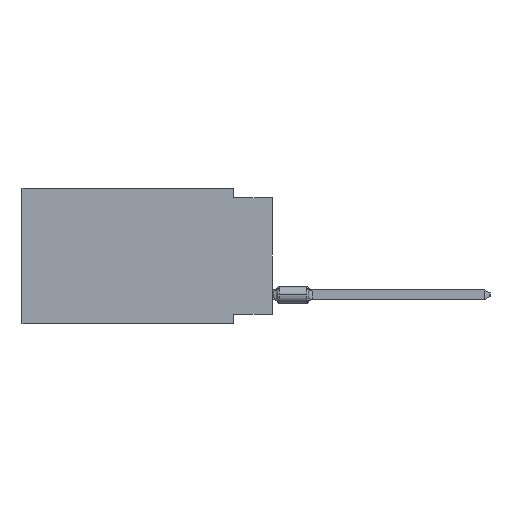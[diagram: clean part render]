
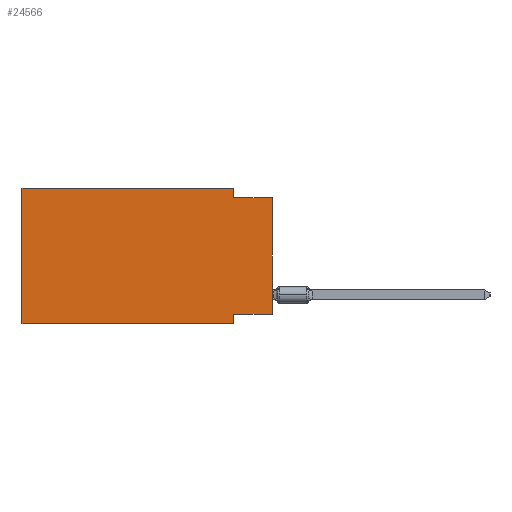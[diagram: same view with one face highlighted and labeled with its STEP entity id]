
A CAD part, left-side view. The second image highlights one B-rep face of the part: STEP entity #24566.
In plain terms, the highlighted planar face has unit normal (-1, 0, 0).
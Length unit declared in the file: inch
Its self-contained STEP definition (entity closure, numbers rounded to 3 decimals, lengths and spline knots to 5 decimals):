
#1820 = CARTESIAN_POINT ( 'NONE',  ( 0., 0.645, -0.35 ) ) ;
#2097 = CARTESIAN_POINT ( 'NONE',  ( 0., 0., -0.025 ) ) ;
#2269 = CARTESIAN_POINT ( 'NONE',  ( 0., 0., -0.325 ) ) ;
#2360 = LINE ( 'NONE', #40088, #44562 ) ;
#2942 = EDGE_CURVE ( 'NONE', #6751, #31167, #42543, .T. ) ;
#4951 = ORIENTED_EDGE ( 'NONE', *, *, #27360, .F. ) ;
#5597 = ORIENTED_EDGE ( 'NONE', *, *, #15826, .F. ) ;
#6196 = LINE ( 'NONE', #49481, #24848 ) ;
#6751 = VERTEX_POINT ( 'NONE', #28402 ) ;
#6927 = VECTOR ( 'NONE', #37769, 39.37008 ) ;
#7616 = CARTESIAN_POINT ( 'NONE',  ( 0., 0., -0.325 ) ) ;
#7778 = DIRECTION ( 'NONE',  ( 0., 0., -1. ) ) ;
#8064 = CARTESIAN_POINT ( 'NONE',  ( 0., 0.1, 0. ) ) ;
#8473 = DIRECTION ( 'NONE',  ( 0., -1., 0. ) ) ;
#8940 = VECTOR ( 'NONE', #7778, 39.37008 ) ;
#9395 = VERTEX_POINT ( 'NONE', #8064 ) ;
#11221 = VECTOR ( 'NONE', #44225, 39.37008 ) ;
#12466 = EDGE_CURVE ( 'NONE', #9395, #6751, #13401, .T. ) ;
#12562 = EDGE_LOOP ( 'NONE', ( #37615, #19436, #49690, #5597, #4951, #41551, #54902, #44685 ) ) ;
#13401 = LINE ( 'NONE', #21779, #50631 ) ;
#13546 = CARTESIAN_POINT ( 'NONE',  ( 0., 0.645, 0. ) ) ;
#14206 = VERTEX_POINT ( 'NONE', #39281 ) ;
#14859 = VERTEX_POINT ( 'NONE', #2269 ) ;
#15312 = PLANE ( 'NONE',  #49461 ) ;
#15677 = DIRECTION ( 'NONE',  ( 0., -1., 0. ) ) ;
#15826 = EDGE_CURVE ( 'NONE', #18790, #9395, #6196, .T. ) ;
#18564 = VERTEX_POINT ( 'NONE', #41241 ) ;
#18790 = VERTEX_POINT ( 'NONE', #13546 ) ;
#19436 = ORIENTED_EDGE ( 'NONE', *, *, #2942, .F. ) ;
#19495 = CARTESIAN_POINT ( 'NONE',  ( 0., 0.645, 0. ) ) ;
#21035 = CARTESIAN_POINT ( 'NONE',  ( 0., 0., -0.025 ) ) ;
#21779 = CARTESIAN_POINT ( 'NONE',  ( 0., 0.1, 0. ) ) ;
#22038 = DIRECTION ( 'NONE',  ( 0., 0., -1. ) ) ;
#22157 = LINE ( 'NONE', #26350, #33273 ) ;
#23440 = FACE_OUTER_BOUND ( 'NONE', #12562, .T. ) ;
#24566 = ADVANCED_FACE ( 'NONE', ( #23440 ), #15312, .F. ) ;
#24848 = VECTOR ( 'NONE', #15677, 39.37008 ) ;
#26350 = CARTESIAN_POINT ( 'NONE',  ( 0., 0., 0. ) ) ;
#27196 = LINE ( 'NONE', #48682, #11221 ) ;
#27360 = EDGE_CURVE ( 'NONE', #43259, #18790, #27196, .T. ) ;
#28323 = VECTOR ( 'NONE', #8473, 39.37008 ) ;
#28402 = CARTESIAN_POINT ( 'NONE',  ( 0., 0.1, -0.025 ) ) ;
#31167 = VERTEX_POINT ( 'NONE', #2097 ) ;
#31794 = EDGE_CURVE ( 'NONE', #14859, #18564, #51159, .T. ) ;
#32535 = DIRECTION ( 'NONE',  ( 0., -1., 0. ) ) ;
#33273 = VECTOR ( 'NONE', #43382, 39.37008 ) ;
#36001 = EDGE_CURVE ( 'NONE', #43259, #14206, #2360, .T. ) ;
#37615 = ORIENTED_EDGE ( 'NONE', *, *, #41193, .T. ) ;
#37769 = DIRECTION ( 'NONE',  ( 0., 1., 0. ) ) ;
#37794 = EDGE_CURVE ( 'NONE', #18564, #14206, #49956, .T. ) ;
#39281 = CARTESIAN_POINT ( 'NONE',  ( 0., 0.1, -0.35 ) ) ;
#39887 = DIRECTION ( 'NONE',  ( 1., 0., 0. ) ) ;
#40088 = CARTESIAN_POINT ( 'NONE',  ( 0., 0.645, -0.35 ) ) ;
#41012 = DIRECTION ( 'NONE',  ( 0., 0., -1. ) ) ;
#41193 = EDGE_CURVE ( 'NONE', #14859, #31167, #22157, .T. ) ;
#41241 = CARTESIAN_POINT ( 'NONE',  ( 0., 0.1, -0.325 ) ) ;
#41551 = ORIENTED_EDGE ( 'NONE', *, *, #36001, .T. ) ;
#42543 = LINE ( 'NONE', #21035, #28323 ) ;
#43259 = VERTEX_POINT ( 'NONE', #1820 ) ;
#43382 = DIRECTION ( 'NONE',  ( 0., 0., 1. ) ) ;
#44225 = DIRECTION ( 'NONE',  ( 0., 0., 1. ) ) ;
#44562 = VECTOR ( 'NONE', #32535, 39.37008 ) ;
#44685 = ORIENTED_EDGE ( 'NONE', *, *, #31794, .F. ) ;
#45785 = CARTESIAN_POINT ( 'NONE',  ( 0., 0.1, -0.35 ) ) ;
#48682 = CARTESIAN_POINT ( 'NONE',  ( 0., 0.645, 0. ) ) ;
#49461 = AXIS2_PLACEMENT_3D ( 'NONE', #19495, #39887, #41012 ) ;
#49481 = CARTESIAN_POINT ( 'NONE',  ( 0., 0.645, 0. ) ) ;
#49690 = ORIENTED_EDGE ( 'NONE', *, *, #12466, .F. ) ;
#49956 = LINE ( 'NONE', #45785, #8940 ) ;
#50631 = VECTOR ( 'NONE', #22038, 39.37008 ) ;
#51159 = LINE ( 'NONE', #7616, #6927 ) ;
#54902 = ORIENTED_EDGE ( 'NONE', *, *, #37794, .F. ) ;
